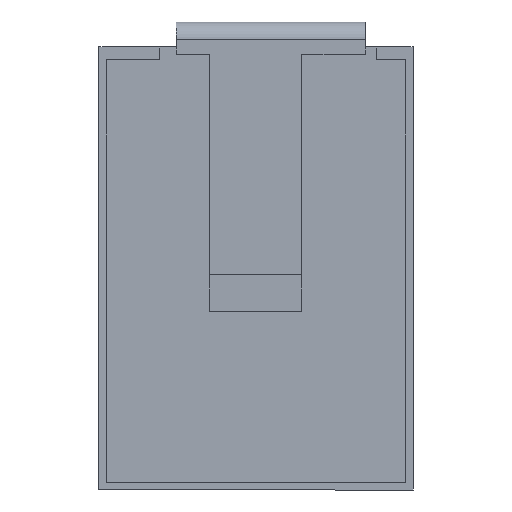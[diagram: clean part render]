
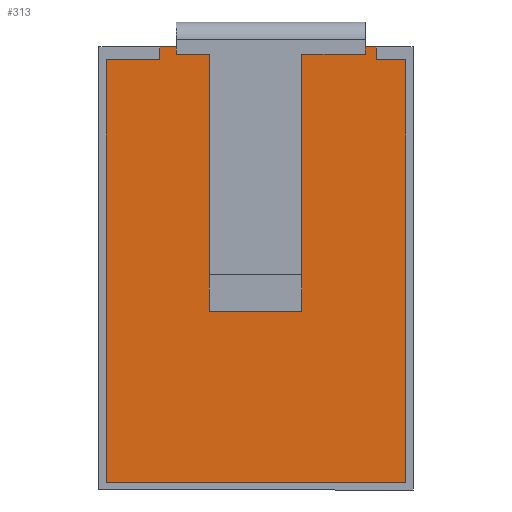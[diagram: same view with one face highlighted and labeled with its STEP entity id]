
A CAD part, front view. The second image highlights one B-rep face of the part: STEP entity #313.
In plain terms, the highlighted planar face has unit normal (0, -1, 0).
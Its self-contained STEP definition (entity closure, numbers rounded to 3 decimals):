
#38 = VERTEX_POINT ( 'NONE', #1981 ) ;
#57 = FACE_OUTER_BOUND ( 'NONE', #1310, .T. ) ;
#81 = LINE ( 'NONE', #660, #1723 ) ;
#148 = ORIENTED_EDGE ( 'NONE', *, *, #316, .T. ) ;
#177 = CARTESIAN_POINT ( 'NONE',  ( 20.36, 2.6, -23.285 ) ) ;
#180 = EDGE_CURVE ( 'NONE', #700, #978, #318, .T. ) ;
#191 = ORIENTED_EDGE ( 'NONE', *, *, #1246, .T. ) ;
#202 = EDGE_CURVE ( 'NONE', #1748, #816, #1960, .T. ) ;
#222 = DIRECTION ( 'NONE',  ( 0., 0., 1. ) ) ;
#230 = ORIENTED_EDGE ( 'NONE', *, *, #1266, .T. ) ;
#232 = LINE ( 'NONE', #829, #849 ) ;
#311 = CARTESIAN_POINT ( 'NONE',  ( -20.36, 2.6, 34.225 ) ) ;
#313 = ADVANCED_FACE ( 'NONE', ( #57 ), #690, .T. ) ;
#316 = EDGE_CURVE ( 'NONE', #1784, #700, #544, .T. ) ;
#318 = LINE ( 'NONE', #760, #863 ) ;
#423 = DIRECTION ( 'NONE',  ( 0., 0., -1. ) ) ;
#444 = DIRECTION ( 'NONE',  ( -1., 0., 0. ) ) ;
#448 = LINE ( 'NONE', #1772, #989 ) ;
#544 = LINE ( 'NONE', #574, #1409 ) ;
#572 = AXIS2_PLACEMENT_3D ( 'NONE', #1037, #1180, #1940 ) ;
#574 = CARTESIAN_POINT ( 'NONE',  ( -13.11, 2.6, 35.975 ) ) ;
#632 = DIRECTION ( 'NONE',  ( 1., 0., 0. ) ) ;
#660 = CARTESIAN_POINT ( 'NONE',  ( -21.36, 2.6, 35.975 ) ) ;
#688 = DIRECTION ( 'NONE',  ( 0., 0., -1. ) ) ;
#690 = PLANE ( 'NONE',  #572 ) ;
#700 = VERTEX_POINT ( 'NONE', #1872 ) ;
#729 = CARTESIAN_POINT ( 'NONE',  ( 20.36, 2.6, 34.225 ) ) ;
#760 = CARTESIAN_POINT ( 'NONE',  ( -13.11, 2.6, 34.225 ) ) ;
#789 = ORIENTED_EDGE ( 'NONE', *, *, #1907, .F. ) ;
#816 = VERTEX_POINT ( 'NONE', #177 ) ;
#829 = CARTESIAN_POINT ( 'NONE',  ( -20.36, 2.6, 34.225 ) ) ;
#835 = ORIENTED_EDGE ( 'NONE', *, *, #1582, .T. ) ;
#849 = VECTOR ( 'NONE', #688, 1000. ) ;
#863 = VECTOR ( 'NONE', #444, 1000. ) ;
#912 = CARTESIAN_POINT ( 'NONE',  ( -20.36, 2.6, -23.285 ) ) ;
#932 = CARTESIAN_POINT ( 'NONE',  ( -13.11, 2.6, 35.975 ) ) ;
#944 = ORIENTED_EDGE ( 'NONE', *, *, #1131, .T. ) ;
#973 = DIRECTION ( 'NONE',  ( 1., 0., 0. ) ) ;
#978 = VERTEX_POINT ( 'NONE', #311 ) ;
#989 = VECTOR ( 'NONE', #1486, 1000. ) ;
#1037 = CARTESIAN_POINT ( 'NONE',  ( 0., 2.6, 0. ) ) ;
#1131 = EDGE_CURVE ( 'NONE', #1300, #38, #1700, .T. ) ;
#1180 = DIRECTION ( 'NONE',  ( 0., -1., 0. ) ) ;
#1216 = CARTESIAN_POINT ( 'NONE',  ( 20.36, 2.6, 34.225 ) ) ;
#1234 = ORIENTED_EDGE ( 'NONE', *, *, #180, .T. ) ;
#1246 = EDGE_CURVE ( 'NONE', #978, #1748, #232, .T. ) ;
#1247 = CARTESIAN_POINT ( 'NONE',  ( -20.36, 2.6, -23.285 ) ) ;
#1266 = EDGE_CURVE ( 'NONE', #38, #1538, #448, .T. ) ;
#1284 = CARTESIAN_POINT ( 'NONE',  ( 16.36, 2.6, 35.975 ) ) ;
#1300 = VERTEX_POINT ( 'NONE', #729 ) ;
#1310 = EDGE_LOOP ( 'NONE', ( #148, #1234, #191, #1400, #835, #944, #230, #789 ) ) ;
#1400 = ORIENTED_EDGE ( 'NONE', *, *, #202, .T. ) ;
#1409 = VECTOR ( 'NONE', #423, 1000. ) ;
#1436 = LINE ( 'NONE', #1453, #1831 ) ;
#1442 = VECTOR ( 'NONE', #632, 1000. ) ;
#1453 = CARTESIAN_POINT ( 'NONE',  ( 20.36, 2.6, -23.285 ) ) ;
#1486 = DIRECTION ( 'NONE',  ( 0., 0., 1. ) ) ;
#1529 = DIRECTION ( 'NONE',  ( -1., 0., 0. ) ) ;
#1538 = VERTEX_POINT ( 'NONE', #1284 ) ;
#1582 = EDGE_CURVE ( 'NONE', #816, #1300, #1436, .T. ) ;
#1693 = VECTOR ( 'NONE', #1529, 1000. ) ;
#1700 = LINE ( 'NONE', #1216, #1693 ) ;
#1723 = VECTOR ( 'NONE', #973, 1000. ) ;
#1748 = VERTEX_POINT ( 'NONE', #1247 ) ;
#1772 = CARTESIAN_POINT ( 'NONE',  ( 16.36, 2.6, 34.225 ) ) ;
#1784 = VERTEX_POINT ( 'NONE', #932 ) ;
#1831 = VECTOR ( 'NONE', #222, 1000. ) ;
#1872 = CARTESIAN_POINT ( 'NONE',  ( -13.11, 2.6, 34.225 ) ) ;
#1907 = EDGE_CURVE ( 'NONE', #1784, #1538, #81, .T. ) ;
#1940 = DIRECTION ( 'NONE',  ( 0., 0., -1. ) ) ;
#1960 = LINE ( 'NONE', #912, #1442 ) ;
#1981 = CARTESIAN_POINT ( 'NONE',  ( 16.36, 2.6, 34.225 ) ) ;
